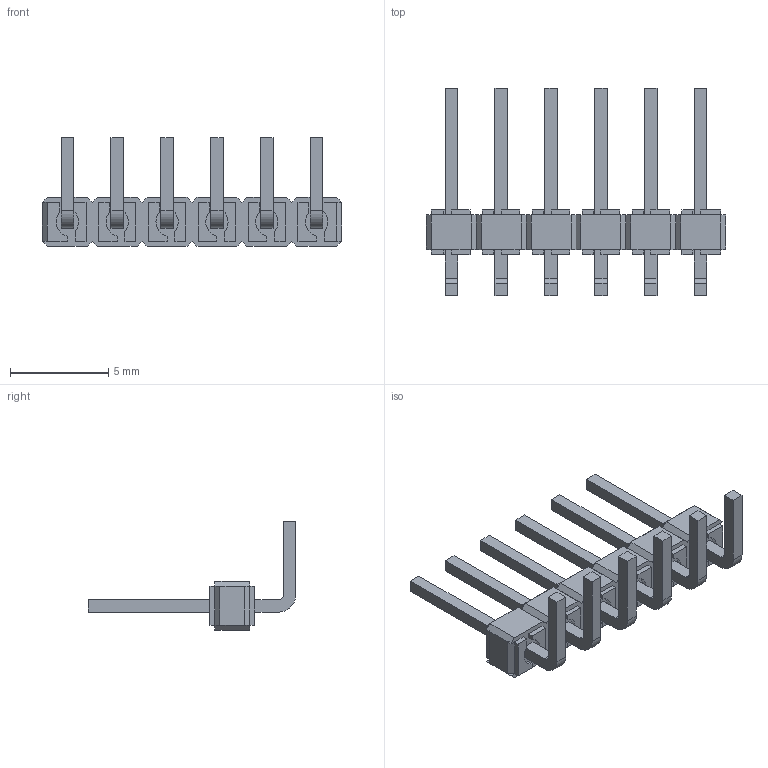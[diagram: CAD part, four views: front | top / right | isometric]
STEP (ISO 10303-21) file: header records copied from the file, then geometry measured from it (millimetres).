
FILE_DESCRIPTION((''),'2;1');
FILE_NAME('022288060','2008-07-07T',('gga'),(''),'PRO/ENGINEER BY PARAMETRIC TECHNOLOGY CORPORATION, 2003451','PRO/ENGINEER BY PARAMETRIC TECHNOLOGY CORPORATION, 2003451','');
FILE_SCHEMA(('CONFIG_CONTROL_DESIGN'));
Length unit declared in the file: inch
Products named in the file (1): 022288060
Bounding box: 15.24 x 10.58 x 5.54 mm (x, y, z)
Volume: 103.2 mm3; surface area: 365.4 mm2
Topology: 1 solids, 1 shells, 304 faces, 798 edges, 528 vertices
Faces by surface type: plane 268, cylinder 36
Entity records: 9253 total; most frequent: CARTESIAN_POINT 1620, ORIENTED_EDGE 1572, DIRECTION 1494, EDGE_CURVE 786, VECTOR 714, LINE 714, VERTEX_POINT 516, AXIS2_PLACEMENT_3D 390
